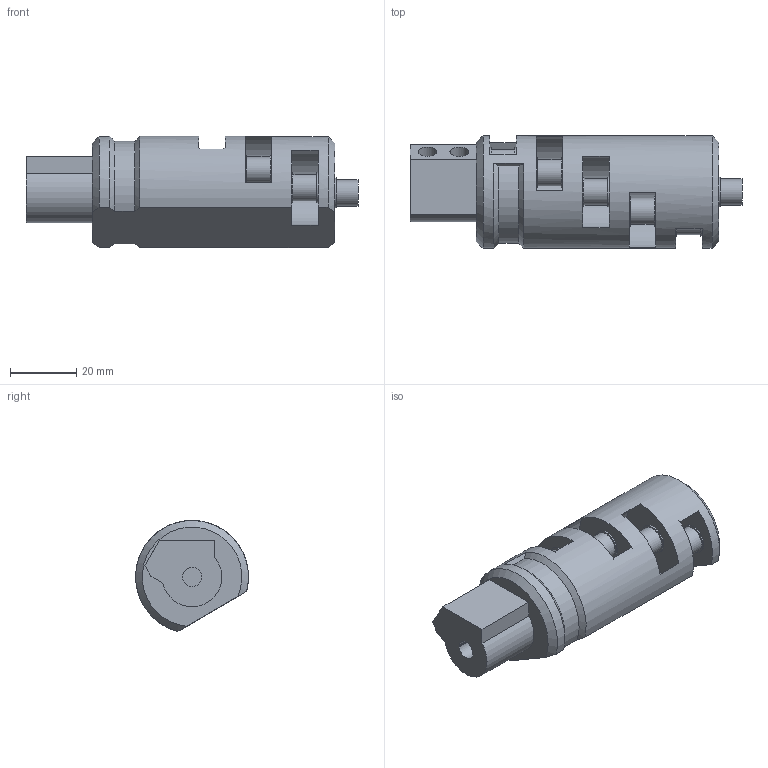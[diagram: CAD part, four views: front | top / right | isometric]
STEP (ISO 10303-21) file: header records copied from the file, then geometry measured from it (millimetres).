
FILE_DESCRIPTION(/* description */ (''),/* implementation_level */ '2;1');
FILE_NAME(/* name */ 'mmu2-idler-heated-inserts.step',/* time_stamp */ '2021-01-17T22:01:06-05:00',/* author */ (''),/* organization */ (''),/* preprocessor_version */ 'ST-DEVELOPER v18.1',/* originating_system */ 'Autodesk Translation Framework v9.7.1.1290',/* authorisation */ '');
FILE_SCHEMA (('AUTOMOTIVE_DESIGN { 1 0 10303 214 3 1 1 }'));
Length unit declared in the file: millimetre
Products named in the file (1): mmu2-idler-heated-inserts
Bounding box: 100 x 33.97 x 33.46 mm (x, y, z)
Volume: 53703.2 mm3; surface area: 16163.2 mm2
Topology: 1 solids, 1 shells, 84 faces, 184 edges, 122 vertices
Faces by surface type: plane 42, cylinder 34, cone 6, torus 2
Full cylindrical faces by diameter (mm): 3.2 x2, 4.6 x2, 5.7 x2, 7.9 x6, 9 x11
Entity records: 2449 total; most frequent: CARTESIAN_POINT 473, DIRECTION 432, ORIENTED_EDGE 368, EDGE_CURVE 184, AXIS2_PLACEMENT_3D 177, VERTEX_POINT 122, EDGE_LOOP 118, CIRCLE 88
